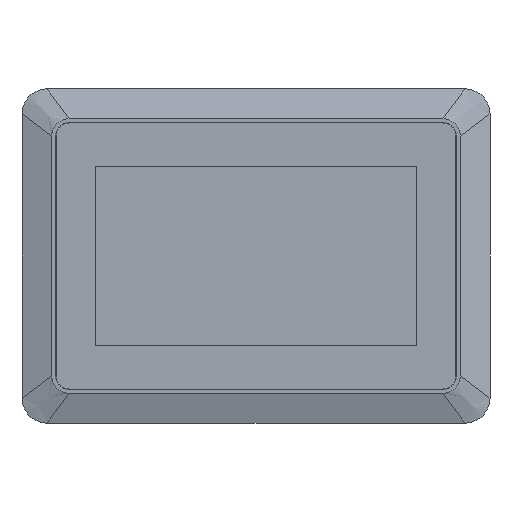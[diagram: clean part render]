
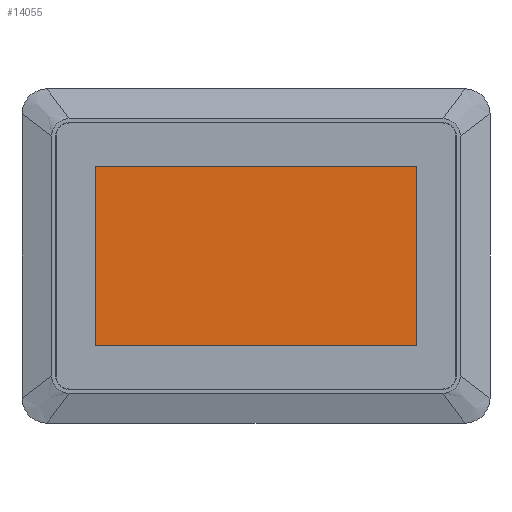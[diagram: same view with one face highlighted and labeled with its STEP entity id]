
A CAD part, front view. The second image highlights one B-rep face of the part: STEP entity #14055.
In plain terms, the highlighted face is planar.
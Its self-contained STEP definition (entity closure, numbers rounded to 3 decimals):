
#13661=DIRECTION('',(0.,1.,0.));
#13662=VECTOR('',#13661,86.52);
#13663=CARTESIAN_POINT('',(-77.405,-43.26,-0.1));
#13664=LINE('',#13663,#13662);
#13665=DIRECTION('',(1.,0.,0.));
#13666=VECTOR('',#13665,154.81);
#13667=CARTESIAN_POINT('',(-77.405,43.26,-0.1));
#13668=LINE('',#13667,#13666);
#13669=DIRECTION('',(0.,-1.,0.));
#13670=VECTOR('',#13669,86.52);
#13671=CARTESIAN_POINT('',(77.405,43.26,-0.1));
#13672=LINE('',#13671,#13670);
#13673=DIRECTION('',(-1.,0.,0.));
#13674=VECTOR('',#13673,154.81);
#13675=CARTESIAN_POINT('',(77.405,-43.26,-0.1));
#13676=LINE('',#13675,#13674);
#13733=CARTESIAN_POINT('',(-77.405,43.26,-0.1));
#13734=VERTEX_POINT('',#13733);
#13735=CARTESIAN_POINT('',(-77.405,-43.26,-0.1));
#13736=VERTEX_POINT('',#13735);
#13737=CARTESIAN_POINT('',(77.405,43.26,-0.1));
#13738=VERTEX_POINT('',#13737);
#13739=CARTESIAN_POINT('',(77.405,-43.26,-0.1));
#13740=VERTEX_POINT('',#13739);
#14044=CARTESIAN_POINT('',(0.,0.,-0.1));
#14045=DIRECTION('',(0.,0.,1.));
#14046=DIRECTION('',(1.,0.,0.));
#14047=AXIS2_PLACEMENT_3D('',#14044,#14045,#14046);
#14048=PLANE('',#14047);
#14049=ORIENTED_EDGE('',*,*,#13996,.T.);
#14050=ORIENTED_EDGE('',*,*,#14011,.T.);
#14051=ORIENTED_EDGE('',*,*,#14025,.T.);
#14052=ORIENTED_EDGE('',*,*,#14038,.T.);
#14053=EDGE_LOOP('',(#14049,#14050,#14051,#14052));
#14054=FACE_OUTER_BOUND('',#14053,.F.);
#13996=EDGE_CURVE('',#13736,#13734,#13664,.T.);
#14011=EDGE_CURVE('',#13734,#13738,#13668,.T.);
#14025=EDGE_CURVE('',#13738,#13740,#13672,.T.);
#14038=EDGE_CURVE('',#13740,#13736,#13676,.T.);
#14055=ADVANCED_FACE('',(#14054),#14048,.T.);
